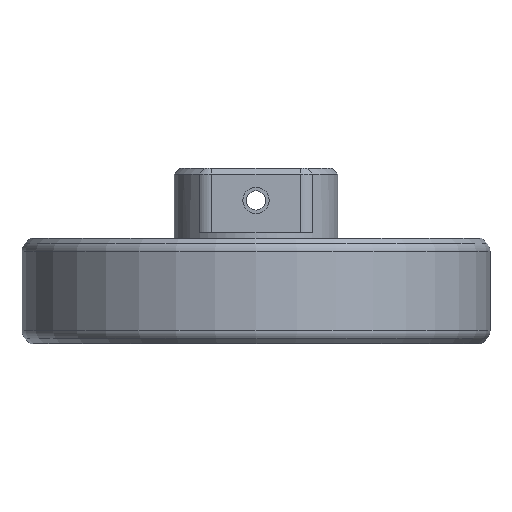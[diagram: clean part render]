
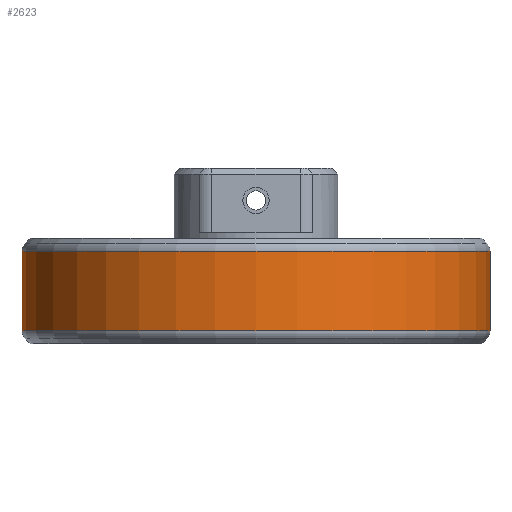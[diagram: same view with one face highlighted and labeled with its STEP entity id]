
A CAD part, front view. The second image highlights one B-rep face of the part: STEP entity #2623.
In plain terms, the highlighted cylindrical face has radius 40 mm (diameter 80 mm), a full revolution.
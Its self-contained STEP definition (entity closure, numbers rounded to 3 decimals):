
#173=CYLINDRICAL_SURFACE('',#2915,40.);
#384=FACE_OUTER_BOUND('',#554,.T.);
#554=EDGE_LOOP('',(#2406,#2407,#2408,#2409,#2410));
#713=LINE('',#5666,#869);
#869=VECTOR('',#3626,40.);
#1008=CIRCLE('',#2913,40.);
#1010=CIRCLE('',#2916,40.);
#1011=CIRCLE('',#2917,40.);
#1256=VERTEX_POINT('',#5660);
#1257=VERTEX_POINT('',#5665);
#1258=VERTEX_POINT('',#5667);
#1641=EDGE_CURVE('',#1256,#1256,#1008,.T.);
#1643=EDGE_CURVE('',#1256,#1257,#713,.T.);
#1644=EDGE_CURVE('',#1258,#1257,#1010,.T.);
#1645=EDGE_CURVE('',#1257,#1258,#1011,.T.);
#2406=ORIENTED_EDGE('',*,*,#1641,.F.);
#2407=ORIENTED_EDGE('',*,*,#1643,.T.);
#2408=ORIENTED_EDGE('',*,*,#1644,.F.);
#2409=ORIENTED_EDGE('',*,*,#1645,.F.);
#2410=ORIENTED_EDGE('',*,*,#1643,.F.);
#2623=ADVANCED_FACE('',(#384),#173,.T.);
#2913=AXIS2_PLACEMENT_3D('',#5662,#3620,#3621);
#2915=AXIS2_PLACEMENT_3D('',#5664,#3624,#3625);
#2916=AXIS2_PLACEMENT_3D('',#5668,#3627,#3628);
#2917=AXIS2_PLACEMENT_3D('',#5669,#3629,#3630);
#3620=DIRECTION('center_axis',(0.,0.,1.));
#3621=DIRECTION('ref_axis',(-1.,0.,0.));
#3624=DIRECTION('center_axis',(0.,0.,1.));
#3625=DIRECTION('ref_axis',(1.,0.,0.));
#3626=DIRECTION('',(0.,0.,-1.));
#3627=DIRECTION('center_axis',(0.,0.,-1.));
#3628=DIRECTION('ref_axis',(-1.,0.,0.));
#3629=DIRECTION('center_axis',(0.,0.,-1.));
#3630=DIRECTION('ref_axis',(-1.,0.,0.));
#5660=CARTESIAN_POINT('',(-40.,0.,15.772));
#5662=CARTESIAN_POINT('Origin',(0.,0.,15.772));
#5664=CARTESIAN_POINT('Origin',(0.,0.,9.));
#5665=CARTESIAN_POINT('',(-40.,0.,2.228));
#5666=CARTESIAN_POINT('',(-40.,0.,9.));
#5667=CARTESIAN_POINT('',(40.,0.,2.228));
#5668=CARTESIAN_POINT('Origin',(0.,0.,2.228));
#5669=CARTESIAN_POINT('Origin',(0.,0.,2.228));
